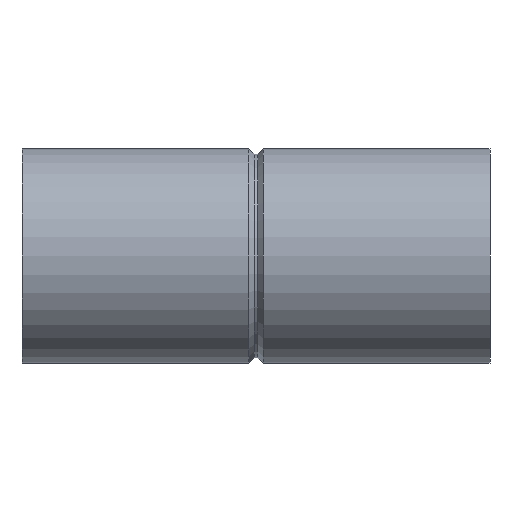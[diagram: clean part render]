
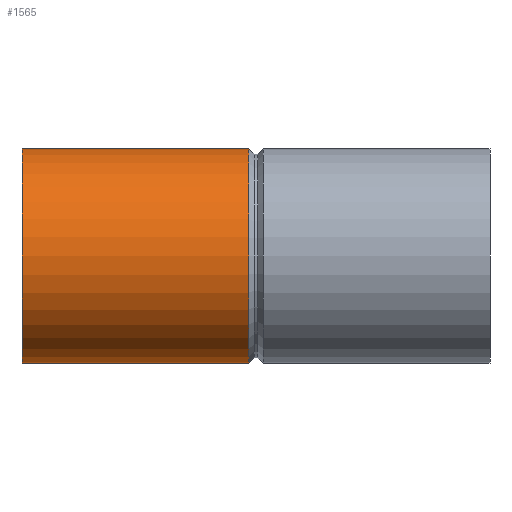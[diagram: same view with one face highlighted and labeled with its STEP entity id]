
A CAD part, left-side view. The second image highlights one B-rep face of the part: STEP entity #1565.
In plain terms, the highlighted cylindrical face has radius 27.5 mm (diameter 55 mm), a full revolution.
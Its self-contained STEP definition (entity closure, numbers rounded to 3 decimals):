
#1565=ADVANCED_FACE('',(#2808,#2810),#2812,.T.);
#2808=FACE_OUTER_BOUND('',#2809,.T.);
#2809=EDGE_LOOP('',(#3947));
#2810=FACE_OUTER_BOUND('',#2811,.T.);
#2811=EDGE_LOOP('',(#3948));
#2812=CYLINDRICAL_SURFACE('',#2813,27.5);
#2813=AXIS2_PLACEMENT_3D('',#2814,#2815,#2816);
#2814=CARTESIAN_POINT('',(0.,-58.15,0.));
#2815=DIRECTION('',(0.,1.,0.));
#2816=DIRECTION('',(0.,0.,1.));
#3947=ORIENTED_EDGE('',*,*,#4416,.F.);
#3948=ORIENTED_EDGE('',*,*,#4414,.T.);
#4414=EDGE_CURVE('',#5187,#5187,#5188,.T.);
#4416=EDGE_CURVE('',#5191,#5191,#5192,.T.);
#5187=VERTEX_POINT('',#8284);
#5188=CIRCLE('',#8285,27.5);
#5191=VERTEX_POINT('',#8294);
#5192=CIRCLE('',#8295,27.5);
#8284=CARTESIAN_POINT('',(0.,-58.15,27.5));
#8285=AXIS2_PLACEMENT_3D('',#8286,#8287,#8288);
#8286=CARTESIAN_POINT('',(0.,-58.15,0.));
#8287=DIRECTION('',(0.,1.,0.));
#8288=DIRECTION('',(0.,0.,1.));
#8294=CARTESIAN_POINT('',(0.,0.,27.5));
#8295=AXIS2_PLACEMENT_3D('',#8296,#8297,#8298);
#8296=CARTESIAN_POINT('',(0.,0.,0.));
#8297=DIRECTION('',(0.,1.,0.));
#8298=DIRECTION('',(0.,0.,1.));
